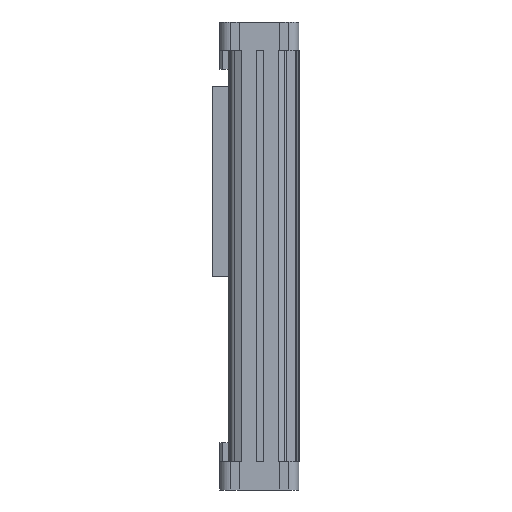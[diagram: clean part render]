
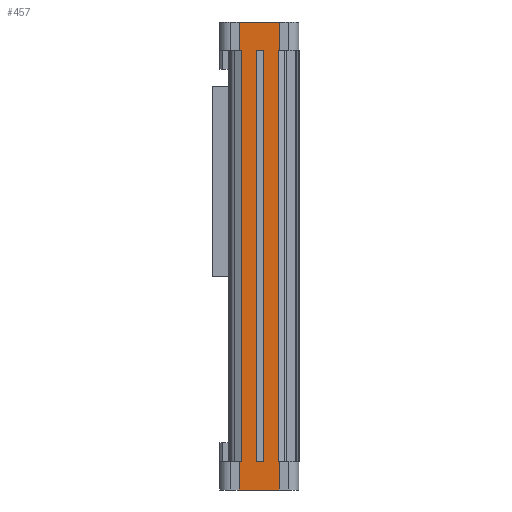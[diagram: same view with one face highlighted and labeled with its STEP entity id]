
A CAD part, left-side view. The second image highlights one B-rep face of the part: STEP entity #457.
In plain terms, the highlighted planar face has unit normal (-1, 0, 0).
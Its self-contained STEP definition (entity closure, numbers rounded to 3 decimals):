
#457 = ADVANCED_FACE( '', ( #1033, #1034 ), #1035, .F. );
#1033 = FACE_OUTER_BOUND( '', #1778, .T. );
#1034 = FACE_BOUND( '', #1779, .T. );
#1035 = PLANE( '', #1780 );
#1778 = EDGE_LOOP( '', ( #2892, #2893, #2894, #2895, #2896, #2897, #2898, #2899, #2900, #2901, #2902, #2903 ) );
#1779 = EDGE_LOOP( '', ( #2904, #2905, #2906, #2907 ) );
#1780 = AXIS2_PLACEMENT_3D( '', #2908, #2909, #2910 );
#2892 = ORIENTED_EDGE( '', *, *, #4681, .F. );
#2893 = ORIENTED_EDGE( '', *, *, #4392, .T. );
#2894 = ORIENTED_EDGE( '', *, *, #4682, .F. );
#2895 = ORIENTED_EDGE( '', *, *, #4683, .F. );
#2896 = ORIENTED_EDGE( '', *, *, #4684, .T. );
#2897 = ORIENTED_EDGE( '', *, *, #4685, .T. );
#2898 = ORIENTED_EDGE( '', *, *, #4534, .T. );
#2899 = ORIENTED_EDGE( '', *, *, #4572, .F. );
#2900 = ORIENTED_EDGE( '', *, *, #4420, .F. );
#2901 = ORIENTED_EDGE( '', *, *, #4686, .T. );
#2902 = ORIENTED_EDGE( '', *, *, #4591, .T. );
#2903 = ORIENTED_EDGE( '', *, *, #4687, .F. );
#2904 = ORIENTED_EDGE( '', *, *, #4688, .T. );
#2905 = ORIENTED_EDGE( '', *, *, #4689, .F. );
#2906 = ORIENTED_EDGE( '', *, *, #4609, .F. );
#2907 = ORIENTED_EDGE( '', *, *, #4690, .T. );
#2908 = CARTESIAN_POINT( '', ( -48., -6.2, 277. ) );
#2909 = DIRECTION( '', ( 1., 0., 0. ) );
#2910 = DIRECTION( '', ( 0., 0., -1. ) );
#4392 = EDGE_CURVE( '', #5241, #5242, #5243, .T. );
#4420 = EDGE_CURVE( '', #5293, #5289, #5295, .T. );
#4534 = EDGE_CURVE( '', #5480, #5478, #5481, .T. );
#4572 = EDGE_CURVE( '', #5289, #5478, #5547, .T. );
#4591 = EDGE_CURVE( '', #5575, #5572, #5576, .T. );
#4609 = EDGE_CURVE( '', #5602, #5600, #5604, .T. );
#4681 = EDGE_CURVE( '', #5241, #5721, #5722, .T. );
#4682 = EDGE_CURVE( '', #5723, #5242, #5724, .T. );
#4683 = EDGE_CURVE( '', #5725, #5723, #5726, .T. );
#4684 = EDGE_CURVE( '', #5725, #5727, #5728, .T. );
#4685 = EDGE_CURVE( '', #5727, #5480, #5729, .T. );
#4686 = EDGE_CURVE( '', #5293, #5575, #5730, .T. );
#4687 = EDGE_CURVE( '', #5721, #5572, #5731, .T. );
#4688 = EDGE_CURVE( '', #5732, #5733, #5734, .T. );
#4689 = EDGE_CURVE( '', #5600, #5733, #5735, .T. );
#4690 = EDGE_CURVE( '', #5602, #5732, #5736, .T. );
#5241 = VERTEX_POINT( '', #6452 );
#5242 = VERTEX_POINT( '', #6453 );
#5243 = LINE( '', #6454, #6455 );
#5289 = VERTEX_POINT( '', #6521 );
#5293 = VERTEX_POINT( '', #6527 );
#5295 = LINE( '', #6530, #6531 );
#5478 = VERTEX_POINT( '', #6782 );
#5480 = VERTEX_POINT( '', #6785 );
#5481 = LINE( '', #6786, #6787 );
#5547 = LINE( '', #6883, #6884 );
#5572 = VERTEX_POINT( '', #6915 );
#5575 = VERTEX_POINT( '', #6919 );
#5576 = LINE( '', #6920, #6921 );
#5600 = VERTEX_POINT( '', #6956 );
#5602 = VERTEX_POINT( '', #6959 );
#5604 = LINE( '', #6962, #6963 );
#5721 = VERTEX_POINT( '', #7125 );
#5722 = LINE( '', #7126, #7127 );
#5723 = VERTEX_POINT( '', #7128 );
#5724 = LINE( '', #7129, #7130 );
#5725 = VERTEX_POINT( '', #7131 );
#5726 = LINE( '', #7132, #7133 );
#5727 = VERTEX_POINT( '', #7134 );
#5728 = LINE( '', #7135, #7136 );
#5729 = LINE( '', #7137, #7138 );
#5730 = LINE( '', #7139, #7140 );
#5731 = LINE( '', #7141, #7142 );
#5732 = VERTEX_POINT( '', #7143 );
#5733 = VERTEX_POINT( '', #7144 );
#5734 = LINE( '', #7145, #7146 );
#5735 = LINE( '', #7147, #7148 );
#5736 = LINE( '', #7149, #7150 );
#6452 = CARTESIAN_POINT( '', ( -48., -26., 277. ) );
#6453 = CARTESIAN_POINT( '', ( -48., -27., 277. ) );
#6454 = CARTESIAN_POINT( '', ( -48., 27., 277. ) );
#6455 = VECTOR( '', #7974, 1000. );
#6521 = CARTESIAN_POINT( '', ( -48., 27., -277. ) );
#6527 = CARTESIAN_POINT( '', ( -48., 27., -315. ) );
#6530 = CARTESIAN_POINT( '', ( -48., 27., -315. ) );
#6531 = VECTOR( '', #8004, 1000. );
#6782 = CARTESIAN_POINT( '', ( -48., 24., -277. ) );
#6785 = CARTESIAN_POINT( '', ( -48., 24., 277. ) );
#6786 = CARTESIAN_POINT( '', ( -48., 24., 277. ) );
#6787 = VECTOR( '', #8122, 1000. );
#6883 = CARTESIAN_POINT( '', ( -48., 27., -277. ) );
#6884 = VECTOR( '', #8165, 1000. );
#6915 = CARTESIAN_POINT( '', ( -48., -27., -277. ) );
#6919 = CARTESIAN_POINT( '', ( -48., -27., -315. ) );
#6920 = CARTESIAN_POINT( '', ( -48., -27., -315. ) );
#6921 = VECTOR( '', #8185, 1000. );
#6956 = CARTESIAN_POINT( '', ( -48., 4.2, -277. ) );
#6959 = CARTESIAN_POINT( '', ( -48., 4.2, 277. ) );
#6962 = CARTESIAN_POINT( '', ( -48., 4.2, 277. ) );
#6963 = VECTOR( '', #8199, 1000. );
#7125 = CARTESIAN_POINT( '', ( -48., -26., -277. ) );
#7126 = CARTESIAN_POINT( '', ( -48., -26., 277. ) );
#7127 = VECTOR( '', #8278, 1000. );
#7128 = CARTESIAN_POINT( '', ( -48., -27., 315. ) );
#7129 = CARTESIAN_POINT( '', ( -48., -27., 315. ) );
#7130 = VECTOR( '', #8279, 1000. );
#7131 = CARTESIAN_POINT( '', ( -48., 27., 315. ) );
#7132 = CARTESIAN_POINT( '', ( -48., 27., 315. ) );
#7133 = VECTOR( '', #8280, 1000. );
#7134 = CARTESIAN_POINT( '', ( -48., 27., 277. ) );
#7135 = CARTESIAN_POINT( '', ( -48., 27., 315. ) );
#7136 = VECTOR( '', #8281, 1000. );
#7137 = CARTESIAN_POINT( '', ( -48., 27., 277. ) );
#7138 = VECTOR( '', #8282, 1000. );
#7139 = CARTESIAN_POINT( '', ( -48., 27., -315. ) );
#7140 = VECTOR( '', #8283, 1000. );
#7141 = CARTESIAN_POINT( '', ( -48., 27., -277. ) );
#7142 = VECTOR( '', #8284, 1000. );
#7143 = CARTESIAN_POINT( '', ( -48., -6.2, 277. ) );
#7144 = CARTESIAN_POINT( '', ( -48., -6.2, -277. ) );
#7145 = CARTESIAN_POINT( '', ( -48., -6.2, 277. ) );
#7146 = VECTOR( '', #8285, 1000. );
#7147 = CARTESIAN_POINT( '', ( -48., 27., -277. ) );
#7148 = VECTOR( '', #8286, 1000. );
#7149 = CARTESIAN_POINT( '', ( -48., 27., 277. ) );
#7150 = VECTOR( '', #8287, 1000. );
#7974 = DIRECTION( '', ( 0., -1., 0. ) );
#8004 = DIRECTION( '', ( 0., 0., 1. ) );
#8122 = DIRECTION( '', ( 0., 0., -1. ) );
#8165 = DIRECTION( '', ( 0., -1., 0. ) );
#8185 = DIRECTION( '', ( 0., 0., 1. ) );
#8199 = DIRECTION( '', ( 0., 0., -1. ) );
#8278 = DIRECTION( '', ( 0., 0., -1. ) );
#8279 = DIRECTION( '', ( 0., 0., -1. ) );
#8280 = DIRECTION( '', ( 0., -1., 0. ) );
#8281 = DIRECTION( '', ( 0., 0., -1. ) );
#8282 = DIRECTION( '', ( 0., -1., 0. ) );
#8283 = DIRECTION( '', ( 0., -1., 0. ) );
#8284 = DIRECTION( '', ( 0., -1., 0. ) );
#8285 = DIRECTION( '', ( 0., 0., -1. ) );
#8286 = DIRECTION( '', ( 0., -1., 0. ) );
#8287 = DIRECTION( '', ( 0., -1., 0. ) );
